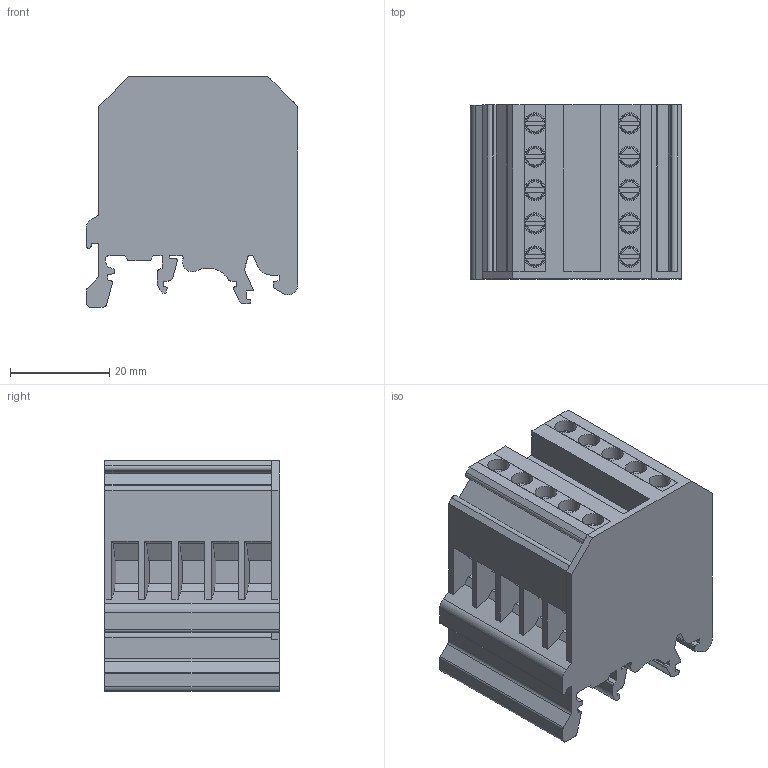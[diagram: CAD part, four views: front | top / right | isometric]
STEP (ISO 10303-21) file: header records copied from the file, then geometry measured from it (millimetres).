
FILE_DESCRIPTION(/* description */ ('Unknown'),/* implementation_level */ '2;1');
FILE_NAME(/* name */ 'FDBK5_3D_SOLID',/* time_stamp */ '2025-04-04T09:35:36+05:00',/* author */ ('Unknown'),/* organization */ ('Unknown'),/* preprocessor_version */ 'ST-DEVELOPER v16.7',/* originating_system */ 'Solid Edge',/* authorisation */ 'Unknown');
FILE_SCHEMA (('AUTOMOTIVE_DESIGN {1 0 10303 214 3 1 1}'));
Length unit declared in the file: millimetre
Products named in the file (1): FDBK5_3D_SOLID
Bounding box: 42.5 x 35 x 46.4 mm (x, y, z)
Volume: 50456.4 mm3; surface area: 14424.8 mm2
Topology: 1 solids, 11 shells, 407 faces, 1079 edges, 708 vertices
Faces by surface type: plane 315, cylinder 62, torus 20, cone 10
Full cylindrical faces by diameter (mm): 4.3 x10
Entity records: 15250 total; most frequent: CARTESIAN_POINT 2398, ORIENTED_EDGE 2098, DIRECTION 1988, EDGE_CURVE 1049, LINE 764, VECTOR 764, VERTEX_POINT 698, AXIS2_PLACEMENT_3D 612
